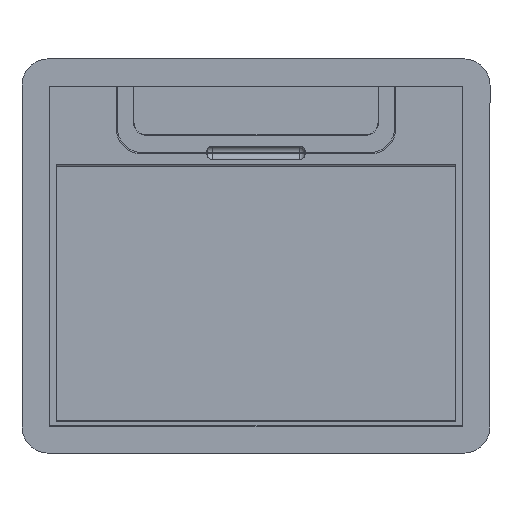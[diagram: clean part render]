
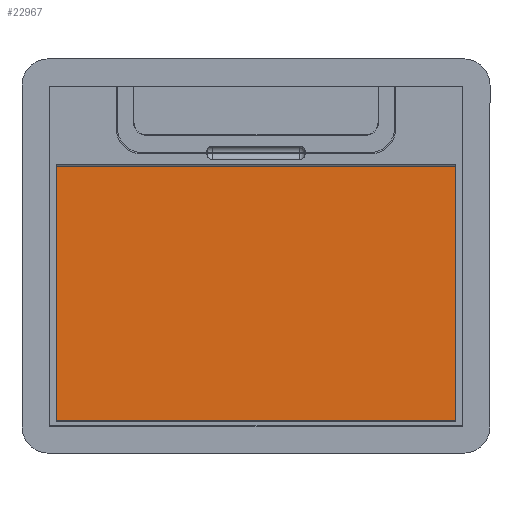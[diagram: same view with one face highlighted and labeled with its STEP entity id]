
A CAD part, top view. The second image highlights one B-rep face of the part: STEP entity #22967.
In plain terms, the highlighted planar face has unit normal (0, 0, 1).
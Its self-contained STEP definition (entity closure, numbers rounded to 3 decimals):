
#22689=CARTESIAN_POINT('Vertex',(54.933,-122.,5.1)) ;
#22692=CARTESIAN_POINT('Line Origine',(-22.77,-122.,5.1)) ;
#22696=CARTESIAN_POINT('Vertex',(-100.474,-122.,5.1)) ;
#22731=CARTESIAN_POINT('Line Origine',(-100.474,0.,5.1)) ;
#22735=CARTESIAN_POINT('Vertex',(-100.474,122.,5.1)) ;
#22760=CARTESIAN_POINT('Line Origine',(-22.77,122.,5.1)) ;
#22764=CARTESIAN_POINT('Vertex',(54.933,122.,5.1)) ;
#22944=CARTESIAN_POINT('Line Origine',(54.933,0.,5.1)) ;
#22956=CARTESIAN_POINT('Axis2P3D Location',(54.933,0.,5.1)) ;
#22693=DIRECTION('Vector Direction',(-1.,0.,0.)) ;
#22732=DIRECTION('Vector Direction',(0.,-1.,0.)) ;
#22761=DIRECTION('Vector Direction',(-1.,0.,0.)) ;
#22945=DIRECTION('Vector Direction',(0.,1.,0.)) ;
#22957=DIRECTION('Axis2P3D Direction',(0.,0.,1.)) ;
#22958=DIRECTION('Axis2P3D XDirection',(-1.,0.,0.)) ;
#22959=AXIS2_PLACEMENT_3D('Plane Axis2P3D',#22956,#22957,#22958) ;
#22962=ORIENTED_EDGE('',*,*,#22948,.F.) ;
#22963=ORIENTED_EDGE('',*,*,#22766,.T.) ;
#22964=ORIENTED_EDGE('',*,*,#22737,.T.) ;
#22965=ORIENTED_EDGE('',*,*,#22698,.F.) ;
#22694=VECTOR('Line Direction',#22693,1.) ;
#22733=VECTOR('Line Direction',#22732,1.) ;
#22762=VECTOR('Line Direction',#22761,1.) ;
#22946=VECTOR('Line Direction',#22945,1.) ;
#22967=ADVANCED_FACE('Corps de pi\X2\00E8\X0\ce.1',(#22966),#22960,.T.) ;
#22698=EDGE_CURVE('',#22690,#22697,#22695,.T.) ;
#22737=EDGE_CURVE('',#22736,#22697,#22734,.T.) ;
#22766=EDGE_CURVE('',#22765,#22736,#22763,.T.) ;
#22948=EDGE_CURVE('',#22765,#22690,#22947,.F.) ;
#22961=EDGE_LOOP('',(#22962,#22963,#22964,#22965)) ;
#22966=FACE_OUTER_BOUND('',#22961,.T.) ;
#22695=LINE('Line',#22692,#22694) ;
#22734=LINE('Line',#22731,#22733) ;
#22763=LINE('Line',#22760,#22762) ;
#22947=LINE('Line',#22944,#22946) ;
#22960=PLANE('',#22959) ;
#22690=VERTEX_POINT('',#22689) ;
#22697=VERTEX_POINT('',#22696) ;
#22736=VERTEX_POINT('',#22735) ;
#22765=VERTEX_POINT('',#22764) ;
